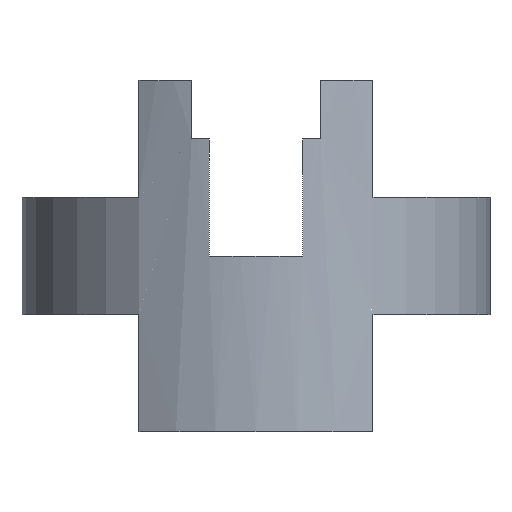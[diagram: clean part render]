
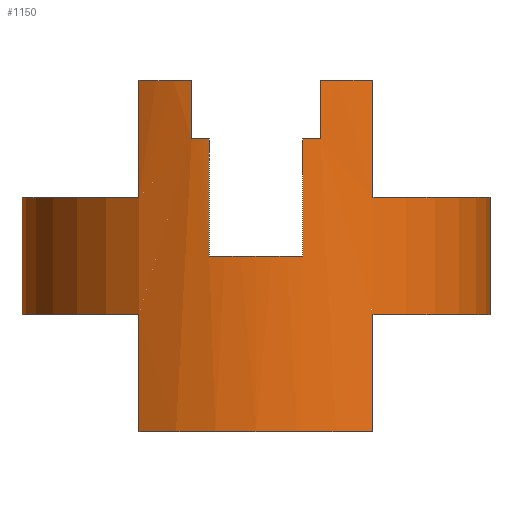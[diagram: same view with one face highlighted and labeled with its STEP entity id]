
A CAD part, front view. The second image highlights one B-rep face of the part: STEP entity #1150.
In plain terms, the highlighted cylindrical face has radius 100 mm (diameter 200 mm), a partial arc.
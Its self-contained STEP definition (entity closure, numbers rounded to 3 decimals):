
#504=CARTESIAN_POINT('POINT45',(50.,-86.603,
   -25.));
#505=VERTEX_POINT('VERTEX45',#504);
#506=CARTESIAN_POINT('POINT46',(100.,0.,-25.));
#507=VERTEX_POINT('VERTEX46',#506);
#508=CARTESIAN_POINT('POS53',(0.,0.,-25.));
#509=DIRECTION('DIR78',(0.,0.,1.));
#510=DIRECTION('DIR79',(1.,0.,0.));
#511=AXIS2_PLACEMENT_3D('AXIS26',#508,#509,#510);
#512=CIRCLE('ELLIPSE18',#511,100.);
#513=EDGE_CURVE('EDGE59',#505,#507,#512,.T.);
#533=CARTESIAN_POINT('POINT48',(50.,-86.603,
   -75.));
#534=VERTEX_POINT('VERTEX48',#533);
#535=CARTESIAN_POINT('POS56',(50.,-86.603,0.))
   ;
#536=DIRECTION('DIR83',(0.,0.,1.));
#537=VECTOR('VEC29',#536,1.);
#538=LINE('STRAIGHT29',#535,#537);
#539=EDGE_CURVE('EDGE62',#534,#505,#538,.T.);
#569=CARTESIAN_POINT('POINT50',(-50.,-86.603,
   -75.));
#570=VERTEX_POINT('VERTEX50',#569);
#579=CARTESIAN_POINT('POS61',(0.,0.,-75.));
#580=DIRECTION('DIR89',(0.,0.,-1.));
#581=DIRECTION('DIR90',(1.,0.,0.));
#582=AXIS2_PLACEMENT_3D('AXIS29',#579,#580,#581);
#583=CIRCLE('ELLIPSE19',#582,100.);
#587=EDGE_CURVE('EDGE68',#534,#570,#583,.T.);
#606=CARTESIAN_POINT('POINT53',(-50.,-86.603,
   -25.));
#607=VERTEX_POINT('VERTEX53',#606);
#608=CARTESIAN_POINT('POS64',(-50.,-86.603,0.)
   );
#609=DIRECTION('DIR94',(0.,0.,-1.));
#610=VECTOR('VEC34',#609,1.);
#611=LINE('STRAIGHT34',#608,#610);
#612=EDGE_CURVE('EDGE70',#607,#570,#611,.T.);
#632=CARTESIAN_POINT('POINT54',(-100.,0.,-25.));
#633=VERTEX_POINT('VERTEX54',#632);
#634=CARTESIAN_POINT('POS67',(0.,0.,-25.));
#635=DIRECTION('DIR98',(0.,0.,1.));
#636=DIRECTION('DIR99',(1.,0.,0.));
#637=AXIS2_PLACEMENT_3D('AXIS32',#634,#635,#636);
#638=CIRCLE('ELLIPSE20',#637,100.);
#642=EDGE_CURVE('EDGE73',#633,#607,#638,.T.);
#656=CARTESIAN_POINT('POINT55',(-100.,0.,25.));
#657=VERTEX_POINT('VERTEX55',#656);
#660=CARTESIAN_POINT('POS69',(0.,0.,25.));
#661=DIRECTION('DIR102',(0.,0.,-1.));
#662=DIRECTION('DIR103',(1.,0.,0.));
#663=AXIS2_PLACEMENT_3D('AXIS34',#660,#661,#662);
#664=CIRCLE('ELLIPSE21',#663,100.);
#667=CARTESIAN_POINT('POINT57',(-50.,-86.603,
   25.));
#668=VERTEX_POINT('VERTEX57',#667);
#669=EDGE_CURVE('EDGE75',#668,#657,#664,.T.);
#702=CARTESIAN_POINT('POINT59',(-50.,-86.603,
   75.));
#703=VERTEX_POINT('VERTEX59',#702);
#704=CARTESIAN_POINT('POS73',(-50.,-86.603,0.)
   );
#705=DIRECTION('DIR108',(0.,0.,-1.));
#706=VECTOR('VEC38',#705,1.);
#707=LINE('STRAIGHT38',#704,#706);
#708=EDGE_CURVE('EDGE78',#703,#668,#707,.T.);
#724=CARTESIAN_POINT('POINT60',(-27.5,-96.144,
   75.));
#725=VERTEX_POINT('VERTEX60',#724);
#732=CARTESIAN_POINT('POS76',(0.,0.,75.));
#733=DIRECTION('DIR112',(0.,0.,1.));
#734=DIRECTION('DIR113',(1.,0.,0.));
#735=AXIS2_PLACEMENT_3D('AXIS37',#732,#733,#734);
#736=CIRCLE('ELLIPSE22',#735,100.);
#740=EDGE_CURVE('EDGE83',#703,#725,#736,.T.);
#754=CARTESIAN_POINT('POINT61',(-27.5,-96.144,
   50.));
#755=VERTEX_POINT('VERTEX61',#754);
#756=CARTESIAN_POINT('POS78',(-27.5,-96.144,0.
   ));
#757=DIRECTION('DIR116',(0.,0.,1.));
#758=VECTOR('VEC40',#757,1.);
#759=LINE('STRAIGHT40',#756,#758);
#760=EDGE_CURVE('EDGE84',#755,#725,#759,.T.);
#770=CARTESIAN_POINT('POINT62',(-20.,-97.98,
   50.));
#771=VERTEX_POINT('VERTEX62',#770);
#772=CARTESIAN_POINT('POS79',(0.,0.,50.));
#773=DIRECTION('DIR117',(0.,0.,-1.));
#774=DIRECTION('DIR118',(1.,0.,0.));
#775=AXIS2_PLACEMENT_3D('AXIS39',#772,#773,#774);
#776=CIRCLE('ELLIPSE23',#775,100.);
#777=EDGE_CURVE('EDGE86',#771,#755,#776,.T.);
#785=CARTESIAN_POINT('POINT63',(-20.,-97.98,
   0.));
#786=VERTEX_POINT('VERTEX63',#785);
#787=CARTESIAN_POINT('POS80',(-20.,-97.98,0.)
   );
#788=DIRECTION('DIR119',(0.,0.,1.));
#789=VECTOR('VEC41',#788,1.);
#790=LINE('STRAIGHT41',#787,#789);
#791=EDGE_CURVE('EDGE88',#786,#771,#790,.T.);
#804=CARTESIAN_POINT('POINT64',(0.,-100.,0.));
#805=VERTEX_POINT('VERTEX64',#804);
#806=CARTESIAN_POINT('POS81',(0.,0.,0.));
#807=DIRECTION('DIR120',(0.,0.,-1.));
#808=DIRECTION('DIR121',(1.,0.,0.));
#809=AXIS2_PLACEMENT_3D('AXIS40',#806,#807,#808);
#810=CIRCLE('ELLIPSE24',#809,100.);
#811=EDGE_CURVE('EDGE90',#805,#786,#810,.T.);
#813=CARTESIAN_POINT('POINT65',(20.,-97.98,0.
   ));
#814=VERTEX_POINT('VERTEX65',#813);
#815=EDGE_CURVE('EDGE91',#814,#805,#810,.T.);
#831=CARTESIAN_POINT('POINT66',(27.5,-96.144,
   50.));
#832=VERTEX_POINT('VERTEX66',#831);
#833=CARTESIAN_POINT('POINT67',(20.,-97.98,50.
   ));
#834=VERTEX_POINT('VERTEX67',#833);
#835=EDGE_CURVE('EDGE93',#832,#834,#776,.T.);
#880=CARTESIAN_POINT('POS88',(20.,-97.98,0.))
   ;
#881=DIRECTION('DIR130',(0.,0.,-1.));
#882=VECTOR('VEC46',#881,1.);
#883=LINE('STRAIGHT46',#880,#882);
#884=EDGE_CURVE('EDGE100',#834,#814,#883,.T.);
#909=CARTESIAN_POINT('POINT73',(27.5,-96.144,
   75.));
#910=VERTEX_POINT('VERTEX73',#909);
#911=CARTESIAN_POINT('POS91',(27.5,-96.144,0.)
   );
#912=DIRECTION('DIR134',(0.,0.,-1.));
#913=VECTOR('VEC48',#912,1.);
#914=LINE('STRAIGHT48',#911,#913);
#915=EDGE_CURVE('EDGE103',#910,#832,#914,.T.);
#1007=CARTESIAN_POINT('POINT81',(50.,-86.603,
   75.));
#1008=VERTEX_POINT('VERTEX81',#1007);
#1009=EDGE_CURVE('EDGE115',#910,#1008,#736,.T.);
#1030=CARTESIAN_POINT('POINT84',(100.,0.,25.));
#1031=VERTEX_POINT('VERTEX84',#1030);
#1032=CARTESIAN_POINT('POS100',(100.,0.,0.
   ));
#1033=DIRECTION('DIR147',(0.,0.,1.));
#1034=VECTOR('VEC53',#1033,1.);
#1035=LINE('STRAIGHT53',#1032,#1034);
#1036=EDGE_CURVE('EDGE119',#507,#1031,#1035,.T.);
#1043=CARTESIAN_POINT('POS101',(-100.,0.,0.
   ));
#1044=DIRECTION('DIR148',(0.,0.,-1.));
#1045=VECTOR('VEC54',#1044,1.);
#1046=LINE('STRAIGHT54',#1043,#1045);
#1047=EDGE_CURVE('EDGE120',#657,#633,#1046,.T.);
#1084=CARTESIAN_POINT('POS105',(0.,0.,25.));
#1085=DIRECTION('DIR152',(0.,0.,-1.));
#1086=DIRECTION('DIR153',(1.,0.,0.));
#1087=AXIS2_PLACEMENT_3D('AXIS48',#1084,#1085,#1086);
#1088=CIRCLE('ELLIPSE29',#1087,100.);
#1093=CARTESIAN_POINT('POS106',(0.,0.,0.));
#1094=DIRECTION('DIR154',(0.,0.,1.));
#1095=DIRECTION('DIR155',(1.,0.,0.));
#1096=AXIS2_PLACEMENT_3D('AXIS49',#1093,#1094,#1095);
#1097=CYLINDRICAL_SURFACE('CONE_SURF6',#1096,100.);
#1103=CARTESIAN_POINT('POINT88',(50.,-86.603,
   25.));
#1104=VERTEX_POINT('VERTEX88',#1103);
#1105=EDGE_CURVE('EDGE126',#1031,#1104,#1088,.T.);
#1122=ORIENTED_EDGE('COEDGE218',*,*,#1036,.T.);
#1123=ORIENTED_EDGE('COEDGE219',*,*,#1105,.T.);
#1124=CARTESIAN_POINT('POS109',(50.,-86.603,0.
   ));
#1125=DIRECTION('DIR159',(0.,0.,1.));
#1126=VECTOR('VEC59',#1125,1.);
#1127=LINE('STRAIGHT59',#1124,#1126);
#1128=EDGE_CURVE('EDGE128',#1104,#1008,#1127,.T.);
#1129=ORIENTED_EDGE('COEDGE220',*,*,#1128,.T.);
#1130=ORIENTED_EDGE('COEDGE221',*,*,#1009,.F.);
#1131=ORIENTED_EDGE('COEDGE222',*,*,#915,.T.);
#1132=ORIENTED_EDGE('COEDGE223',*,*,#835,.T.);
#1133=ORIENTED_EDGE('COEDGE224',*,*,#884,.T.);
#1134=ORIENTED_EDGE('COEDGE225',*,*,#815,.T.);
#1135=ORIENTED_EDGE('COEDGE226',*,*,#811,.T.);
#1136=ORIENTED_EDGE('COEDGE227',*,*,#791,.T.);
#1137=ORIENTED_EDGE('COEDGE228',*,*,#777,.T.);
#1138=ORIENTED_EDGE('COEDGE229',*,*,#760,.T.);
#1139=ORIENTED_EDGE('COEDGE230',*,*,#740,.F.);
#1140=ORIENTED_EDGE('COEDGE231',*,*,#708,.T.);
#1141=ORIENTED_EDGE('COEDGE232',*,*,#669,.T.);
#1142=ORIENTED_EDGE('COEDGE233',*,*,#1047,.T.);
#1143=ORIENTED_EDGE('COEDGE234',*,*,#642,.T.);
#1144=ORIENTED_EDGE('COEDGE235',*,*,#612,.T.);
#1145=ORIENTED_EDGE('COEDGE236',*,*,#587,.F.);
#1146=ORIENTED_EDGE('COEDGE237',*,*,#539,.T.);
#1147=ORIENTED_EDGE('COEDGE238',*,*,#513,.T.);
#1148=EDGE_LOOP('NONE',(#1122,#1123,#1129,#1130,#1131,#1132,#1133,#1134,
   #1135,#1136,#1137,#1138,#1139,#1140,#1141,#1142,#1143,#1144,#1145,
   #1146,#1147));
#1149=FACE_BOUND('LOOP1',#1148,.T.);
#1150=ADVANCED_FACE('FACE36',(#1149),#1097,.T.);
